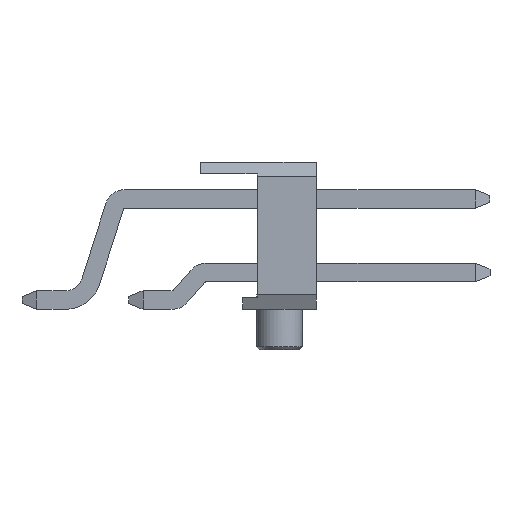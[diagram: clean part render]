
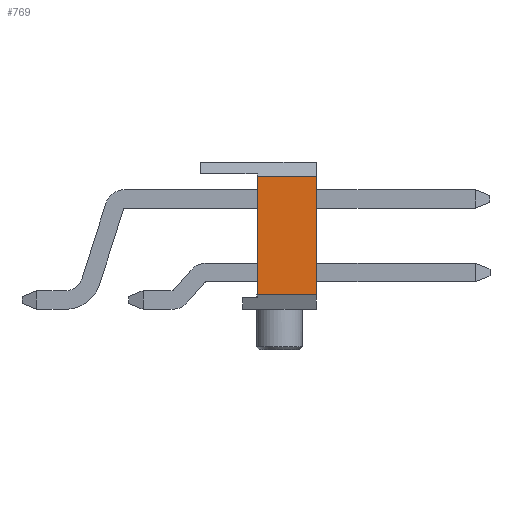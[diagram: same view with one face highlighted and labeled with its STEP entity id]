
A CAD part, left-side view. The second image highlights one B-rep face of the part: STEP entity #769.
In plain terms, the highlighted planar face has unit normal (-1, 0, 0).
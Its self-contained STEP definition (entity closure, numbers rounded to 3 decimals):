
#769 = ADVANCED_FACE( '', ( #1590 ), #1591, .T. );
#1590 = FACE_OUTER_BOUND( '', #2542, .T. );
#1591 = PLANE( '', #2543 );
#2542 = EDGE_LOOP( '', ( #4198, #4199, #4200, #4201 ) );
#2543 = AXIS2_PLACEMENT_3D( '', #4202, #4203, #4204 );
#4198 = ORIENTED_EDGE( '', *, *, #6373, .F. );
#4199 = ORIENTED_EDGE( '', *, *, #6374, .T. );
#4200 = ORIENTED_EDGE( '', *, *, #6249, .F. );
#4201 = ORIENTED_EDGE( '', *, *, #6375, .T. );
#4202 = CARTESIAN_POINT( '', ( -8.89, 0., 0. ) );
#4203 = DIRECTION( '', ( -1., 0., 0. ) );
#4204 = DIRECTION( '', ( 0., 0., 1. ) );
#6249 = EDGE_CURVE( '', #7596, #7590, #7598, .T. );
#6373 = EDGE_CURVE( '', #7771, #7772, #7773, .T. );
#6374 = EDGE_CURVE( '', #7771, #7590, #7774, .T. );
#6375 = EDGE_CURVE( '', #7596, #7772, #7775, .T. );
#7590 = VERTEX_POINT( '', #9448 );
#7596 = VERTEX_POINT( '', #9457 );
#7598 = LINE( '', #9460, #9461 );
#7771 = VERTEX_POINT( '', #9720 );
#7772 = VERTEX_POINT( '', #9721 );
#7773 = LINE( '', #9722, #9723 );
#7774 = LINE( '', #9724, #9725 );
#7775 = LINE( '', #9726, #9727 );
#9448 = CARTESIAN_POINT( '', ( -8.89, 0.77, -2.04 ) );
#9457 = CARTESIAN_POINT( '', ( -8.89, -1.27, -2.04 ) );
#9460 = CARTESIAN_POINT( '', ( -8.89, 0., -2.04 ) );
#9461 = VECTOR( '', #10954, 1000. );
#9720 = CARTESIAN_POINT( '', ( -8.89, 0.77, 2.04 ) );
#9721 = CARTESIAN_POINT( '', ( -8.89, -1.27, 2.04 ) );
#9722 = CARTESIAN_POINT( '', ( -8.89, 0., 2.04 ) );
#9723 = VECTOR( '', #11047, 1000. );
#9724 = CARTESIAN_POINT( '', ( -8.89, 0.77, -2.14 ) );
#9725 = VECTOR( '', #11048, 1000. );
#9726 = CARTESIAN_POINT( '', ( -8.89, -1.27, -2.54 ) );
#9727 = VECTOR( '', #11049, 1000. );
#10954 = DIRECTION( '', ( 0., 1., 0. ) );
#11047 = DIRECTION( '', ( 0., -1., 0. ) );
#11048 = DIRECTION( '', ( 0., 0., -1. ) );
#11049 = DIRECTION( '', ( 0., 0., 1. ) );
